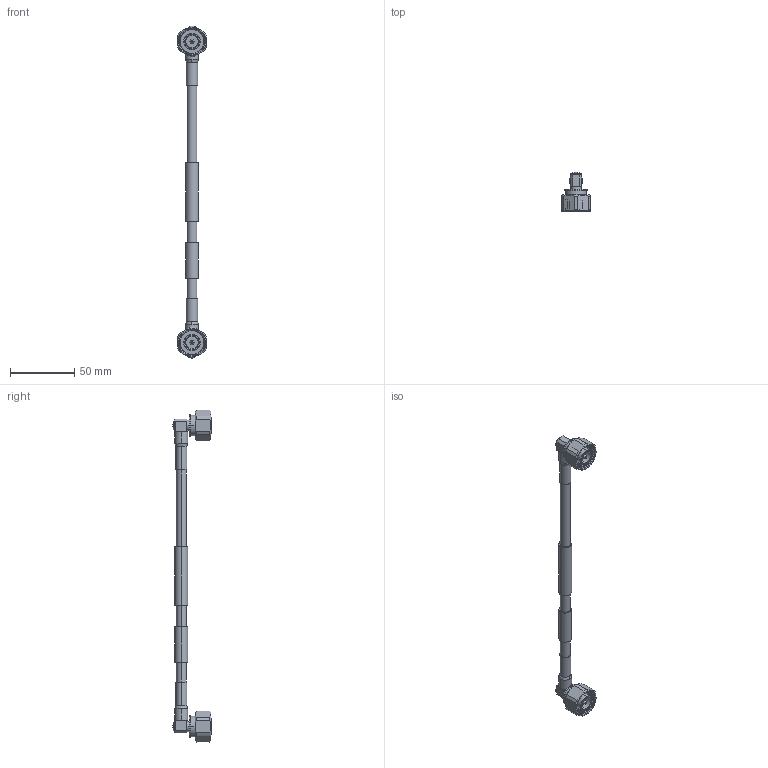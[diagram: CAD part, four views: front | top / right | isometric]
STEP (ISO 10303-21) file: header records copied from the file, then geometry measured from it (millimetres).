
FILE_DESCRIPTION (( 'STEP AP214' ), '1' );
FILE_NAME ('FMCA2242.step', '2021-02-09T19:03:34', ( '' ), ( '' ), 'SwSTEP 2.0', 'SolidWorks 2018', '' );
FILE_SCHEMA (( 'AUTOMOTIVE_DESIGN' ));
Length unit declared in the file: inch
Products named in the file (4): FMCA2242; Heat Shrink^FMCA2242; FM-1/4SFHC^FMCA2242; FMCN1695^FMCA2242
Assembly tree (5 placements, depth 2):
  FMCA2242
    FM-1/4SFHC^FMCA2242
    Heat Shrink^FMCA2242  x2
    FMCN1695^FMCA2242  x2
Bounding box: 22 x 30.16 x 258.47 mm (x, y, z)
Volume: 24294.7 mm3; surface area: 15289.7 mm2
Topology: 5 solids, 7 shells, 230 faces, 550 edges, 358 vertices
Faces by surface type: cylinder 110, plane 70, cone 36, bspline 10, torus 4
Entity records: 5292 total; most frequent: CARTESIAN_POINT 2344, DIRECTION 587, ORIENTED_EDGE 580, EDGE_CURVE 290, AXIS2_PLACEMENT_3D 239, VERTEX_POINT 189, EDGE_LOOP 139, FACE_OUTER_BOUND 123
